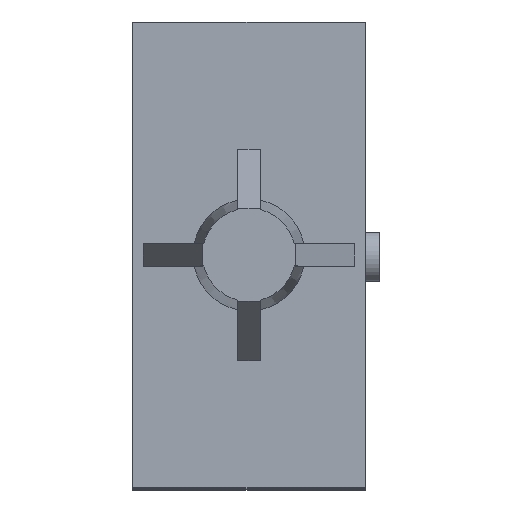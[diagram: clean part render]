
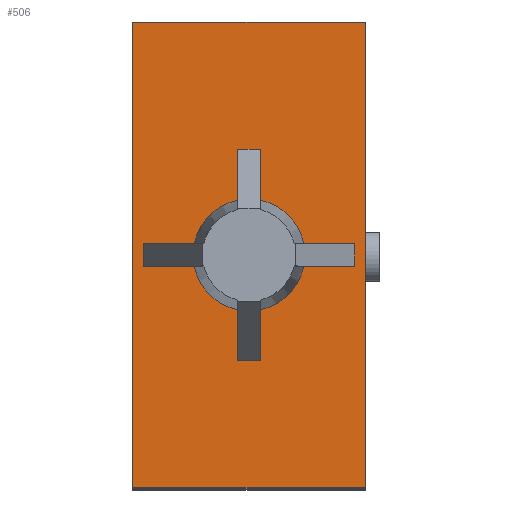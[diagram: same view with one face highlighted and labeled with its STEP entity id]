
A CAD part, top view. The second image highlights one B-rep face of the part: STEP entity #506.
In plain terms, the highlighted planar face has unit normal (0, 0, 1).
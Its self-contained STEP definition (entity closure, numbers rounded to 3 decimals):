
#88=CARTESIAN_POINT('',(-1.2,-5.879,51.0));
#89=VERTEX_POINT('',#88);
#105=CARTESIAN_POINT('',(-1.2,-11.351,51.));
#106=VERTEX_POINT('',#105);
#107=CARTESIAN_POINT('',(-1.2,-11.351,51.));
#108=DIRECTION('',(0.0,1.0,0.0));
#109=VECTOR('',#108,5.472);
#110=LINE('',#107,#109);
#111=EDGE_CURVE('',#106,#89,#110,.T.);
#135=CARTESIAN_POINT('',(1.2,-11.351,51.));
#136=VERTEX_POINT('',#135);
#152=CARTESIAN_POINT('',(1.2,-11.351,51.));
#153=DIRECTION('',(-1.0,0.0,0.0));
#154=VECTOR('',#153,2.4);
#155=LINE('',#152,#154);
#156=EDGE_CURVE('',#136,#106,#155,.T.);
#168=CARTESIAN_POINT('',(1.2,-5.879,51.));
#169=VERTEX_POINT('',#168);
#190=CARTESIAN_POINT('',(1.2,-5.879,51.));
#191=DIRECTION('',(0.0,-1.0,0.0));
#192=VECTOR('',#191,5.472);
#193=LINE('',#190,#192);
#194=EDGE_CURVE('',#169,#136,#193,.T.);
#206=CARTESIAN_POINT('',(-1.2,5.879,51.));
#207=VERTEX_POINT('',#206);
#229=CARTESIAN_POINT('',(-1.2,11.351,51.0));
#230=VERTEX_POINT('',#229);
#237=CARTESIAN_POINT('',(-1.2,5.879,51.));
#238=DIRECTION('',(0.0,1.0,0.0));
#239=VECTOR('',#238,5.472);
#240=LINE('',#237,#239);
#241=EDGE_CURVE('',#207,#230,#240,.T.);
#253=CARTESIAN_POINT('',(1.2,11.351,51.0));
#254=VERTEX_POINT('',#253);
#261=CARTESIAN_POINT('',(-1.2,11.351,51.0));
#262=DIRECTION('',(1.0,0.0,0.0));
#263=VECTOR('',#262,2.4);
#264=LINE('',#261,#263);
#265=EDGE_CURVE('',#230,#254,#264,.T.);
#282=CARTESIAN_POINT('',(1.2,5.879,51.0));
#283=VERTEX_POINT('',#282);
#299=CARTESIAN_POINT('',(1.2,11.351,51.0));
#300=DIRECTION('',(0.0,-1.0,0.0));
#301=VECTOR('',#300,5.472);
#302=LINE('',#299,#301);
#303=EDGE_CURVE('',#254,#283,#302,.T.);
#330=CARTESIAN_POINT('',(-5.879,-1.2,51.0));
#331=VERTEX_POINT('',#330);
#345=CARTESIAN_POINT('',(0.0,0.0,51.));
#346=DIRECTION('',(0.0,0.0,-1.0));
#347=DIRECTION('',(0.0,1.0,0.0));
#348=AXIS2_PLACEMENT_3D('',#345,#346,#347);
#349=CIRCLE('',#348,6.);
#350=EDGE_CURVE('',#89,#331,#349,.T.);
#361=CARTESIAN_POINT('',(5.879,-1.2,51.));
#362=VERTEX_POINT('',#361);
#363=CARTESIAN_POINT('',(0.0,0.0,51.));
#364=DIRECTION('',(0.0,0.0,-1.0));
#365=DIRECTION('',(0.0,1.0,0.0));
#366=AXIS2_PLACEMENT_3D('',#363,#364,#365);
#367=CIRCLE('',#366,6.);
#368=EDGE_CURVE('',#362,#169,#367,.T.);
#395=CARTESIAN_POINT('',(0.,0.,51.));
#396=DIRECTION('',(0.0,0.0,1.0));
#397=DIRECTION('',(1.0,0.0,0.0));
#398=AXIS2_PLACEMENT_3D('',#395,#396,#397);
#399=PLANE('',#398);
#400=CARTESIAN_POINT('',(12.5,-25.,51.));
#401=VERTEX_POINT('',#400);
#402=CARTESIAN_POINT('',(-12.5,-25.,51.));
#403=VERTEX_POINT('',#402);
#404=CARTESIAN_POINT('',(12.5,-25.,51.));
#405=DIRECTION('',(-1.0,0.0,0.0));
#406=VECTOR('',#405,25.);
#407=LINE('',#404,#406);
#408=EDGE_CURVE('',#401,#403,#407,.T.);
#409=ORIENTED_EDGE('',*,*,#408,.F.);
#410=CARTESIAN_POINT('',(12.5,25.,51.));
#411=VERTEX_POINT('',#410);
#412=CARTESIAN_POINT('',(12.5,25.,51.));
#413=DIRECTION('',(0.0,-1.0,0.0));
#414=VECTOR('',#413,50.);
#415=LINE('',#412,#414);
#416=EDGE_CURVE('',#411,#401,#415,.T.);
#417=ORIENTED_EDGE('',*,*,#416,.F.);
#418=CARTESIAN_POINT('',(-12.5,25.,51.));
#419=VERTEX_POINT('',#418);
#420=CARTESIAN_POINT('',(-12.5,25.,51.));
#421=DIRECTION('',(1.0,0.0,0.0));
#422=VECTOR('',#421,25.);
#423=LINE('',#420,#422);
#424=EDGE_CURVE('',#419,#411,#423,.T.);
#425=ORIENTED_EDGE('',*,*,#424,.F.);
#426=CARTESIAN_POINT('',(-12.5,-25.,51.));
#427=DIRECTION('',(0.0,1.0,0.0));
#428=VECTOR('',#427,50.);
#429=LINE('',#426,#428);
#430=EDGE_CURVE('',#403,#419,#429,.T.);
#431=ORIENTED_EDGE('',*,*,#430,.F.);
#432=EDGE_LOOP('',(#409,#417,#425,#431));
#433=FACE_OUTER_BOUND('',#432,.T.);
#434=ORIENTED_EDGE('',*,*,#194,.T.);
#435=ORIENTED_EDGE('',*,*,#156,.T.);
#436=ORIENTED_EDGE('',*,*,#111,.T.);
#437=ORIENTED_EDGE('',*,*,#350,.T.);
#438=CARTESIAN_POINT('',(-11.351,-1.2,51.0));
#439=VERTEX_POINT('',#438);
#440=CARTESIAN_POINT('',(-5.879,-1.2,51.0));
#441=DIRECTION('',(-1.0,0.0,0.0));
#442=VECTOR('',#441,5.472);
#443=LINE('',#440,#442);
#444=EDGE_CURVE('',#331,#439,#443,.T.);
#445=ORIENTED_EDGE('',*,*,#444,.T.);
#446=CARTESIAN_POINT('',(-11.351,1.2,51.0));
#447=VERTEX_POINT('',#446);
#448=CARTESIAN_POINT('',(-11.351,-1.2,51.0));
#449=DIRECTION('',(0.0,1.0,0.0));
#450=VECTOR('',#449,2.4);
#451=LINE('',#448,#450);
#452=EDGE_CURVE('',#439,#447,#451,.T.);
#453=ORIENTED_EDGE('',*,*,#452,.T.);
#454=CARTESIAN_POINT('',(-5.879,1.2,51.0));
#455=VERTEX_POINT('',#454);
#456=CARTESIAN_POINT('',(-11.351,1.2,51.0));
#457=DIRECTION('',(1.0,0.0,0.0));
#458=VECTOR('',#457,5.472);
#459=LINE('',#456,#458);
#460=EDGE_CURVE('',#447,#455,#459,.T.);
#461=ORIENTED_EDGE('',*,*,#460,.T.);
#462=CARTESIAN_POINT('',(0.0,0.0,51.));
#463=DIRECTION('',(0.0,0.0,-1.0));
#464=DIRECTION('',(0.0,1.0,0.0));
#465=AXIS2_PLACEMENT_3D('',#462,#463,#464);
#466=CIRCLE('',#465,6.);
#467=EDGE_CURVE('',#455,#207,#466,.T.);
#468=ORIENTED_EDGE('',*,*,#467,.T.);
#469=ORIENTED_EDGE('',*,*,#241,.T.);
#470=ORIENTED_EDGE('',*,*,#265,.T.);
#471=ORIENTED_EDGE('',*,*,#303,.T.);
#472=CARTESIAN_POINT('',(5.879,1.2,51.));
#473=VERTEX_POINT('',#472);
#474=CARTESIAN_POINT('',(0.0,0.0,51.));
#475=DIRECTION('',(0.0,0.0,-1.0));
#476=DIRECTION('',(0.0,1.0,0.0));
#477=AXIS2_PLACEMENT_3D('',#474,#475,#476);
#478=CIRCLE('',#477,6.);
#479=EDGE_CURVE('',#283,#473,#478,.T.);
#480=ORIENTED_EDGE('',*,*,#479,.T.);
#481=CARTESIAN_POINT('',(11.351,1.2,51.));
#482=VERTEX_POINT('',#481);
#483=CARTESIAN_POINT('',(5.879,1.2,51.));
#484=DIRECTION('',(1.0,0.0,0.0));
#485=VECTOR('',#484,5.472);
#486=LINE('',#483,#485);
#487=EDGE_CURVE('',#473,#482,#486,.T.);
#488=ORIENTED_EDGE('',*,*,#487,.T.);
#489=CARTESIAN_POINT('',(11.351,-1.2,51.));
#490=VERTEX_POINT('',#489);
#491=CARTESIAN_POINT('',(11.351,1.2,51.));
#492=DIRECTION('',(0.0,-1.0,0.0));
#493=VECTOR('',#492,2.4);
#494=LINE('',#491,#493);
#495=EDGE_CURVE('',#482,#490,#494,.T.);
#496=ORIENTED_EDGE('',*,*,#495,.T.);
#497=CARTESIAN_POINT('',(11.351,-1.2,51.));
#498=DIRECTION('',(-1.0,0.0,0.0));
#499=VECTOR('',#498,5.472);
#500=LINE('',#497,#499);
#501=EDGE_CURVE('',#490,#362,#500,.T.);
#502=ORIENTED_EDGE('',*,*,#501,.T.);
#503=ORIENTED_EDGE('',*,*,#368,.T.);
#504=EDGE_LOOP('',(#434,#435,#436,#437,#445,#453,#461,#468,#469,#470,#471,#480,#488,#496,#502,#503));
#505=FACE_BOUND('',#504,.T.);
#506=ADVANCED_FACE('',(#433,#505),#399,.T.);
